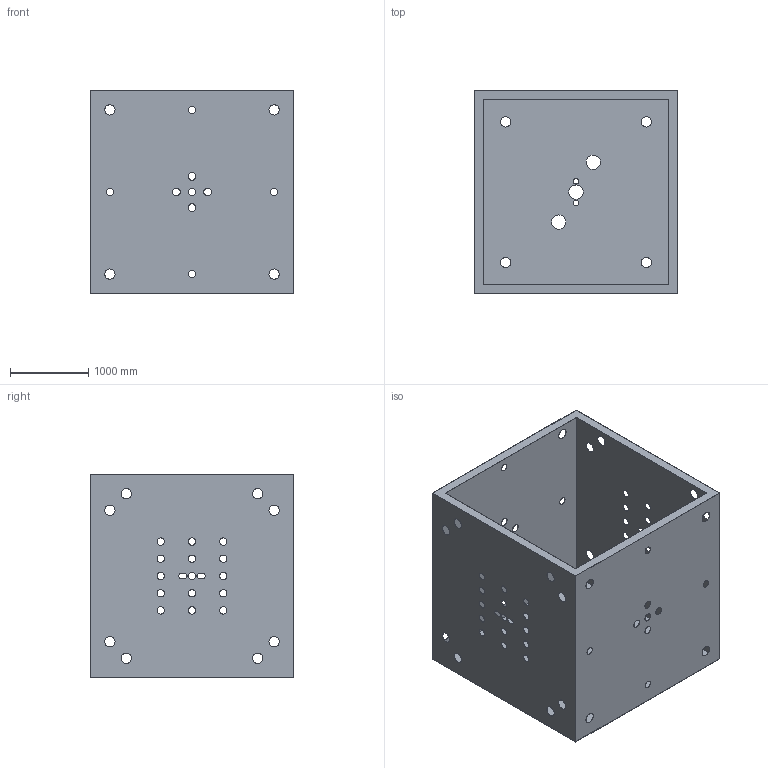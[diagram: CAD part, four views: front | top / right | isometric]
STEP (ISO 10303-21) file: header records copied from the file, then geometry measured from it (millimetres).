
FILE_DESCRIPTION (( 'STEP AP214' ), '1' );
FILE_NAME ('layer3_body.STEP', '2024-06-11T22:04:51', ( '' ), ( '' ), 'SwSTEP 2.0', 'SolidWorks 2023', '' );
FILE_SCHEMA (( 'AUTOMOTIVE_DESIGN' ));
Length unit declared in the file: metre
Products named in the file (3): layer3; layer3_body; MSR_body
Assembly tree (2 placements, depth 3):
  layer3_body
    MSR_body
      layer3
Bounding box: 2600 x 2597 x 2600 mm (x, y, z)
Volume: 101989804.9 mm3; surface area: 68109211 mm2
Topology: 1 solids, 1 shells, 194 faces, 570 edges, 380 vertices
Faces by surface type: cylinder 170, plane 24
Entity records: 7075 total; most frequent: DIRECTION 1310, CARTESIAN_POINT 1150, ORIENTED_EDGE 1140, EDGE_CURVE 570, AXIS2_PLACEMENT_3D 540, VERTEX_POINT 380, EDGE_LOOP 366, CIRCLE 340
